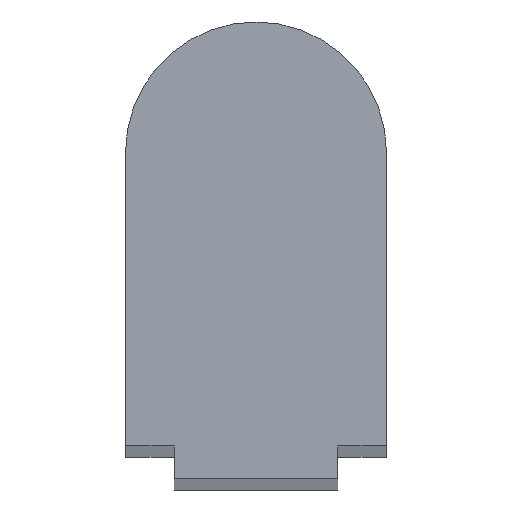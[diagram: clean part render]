
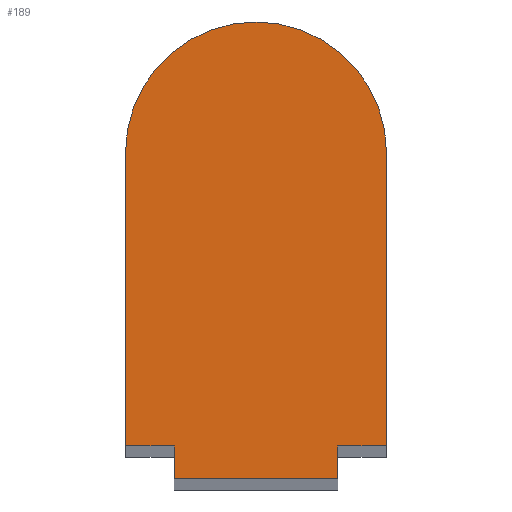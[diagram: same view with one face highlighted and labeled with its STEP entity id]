
A CAD part, top view. The second image highlights one B-rep face of the part: STEP entity #189.
In plain terms, the highlighted planar face has unit normal (0, 0, 1).
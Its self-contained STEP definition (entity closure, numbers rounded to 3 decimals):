
#26=FACE_OUTER_BOUND('',#36,.T.);
#36=EDGE_LOOP('',(#163,#164,#165,#166,#167,#168,#169,#170));
#38=CIRCLE('',#218,2.);
#46=LINE('',#291,#68);
#49=LINE('',#296,#71);
#51=LINE('',#300,#73);
#53=LINE('',#304,#75);
#55=LINE('',#308,#77);
#58=LINE('',#316,#80);
#60=LINE('',#319,#82);
#68=VECTOR('',#237,10.);
#71=VECTOR('',#242,10.);
#73=VECTOR('',#246,10.);
#75=VECTOR('',#250,10.);
#77=VECTOR('',#254,10.);
#80=VECTOR('',#263,10.);
#82=VECTOR('',#267,10.);
#91=VERTEX_POINT('',#289);
#92=VERTEX_POINT('',#290);
#93=VERTEX_POINT('',#295);
#94=VERTEX_POINT('',#299);
#95=VERTEX_POINT('',#303);
#96=VERTEX_POINT('',#307);
#97=VERTEX_POINT('',#311);
#98=VERTEX_POINT('',#315);
#107=EDGE_CURVE('',#91,#92,#46,.T.);
#110=EDGE_CURVE('',#92,#93,#49,.T.);
#112=EDGE_CURVE('',#93,#94,#51,.T.);
#114=EDGE_CURVE('',#94,#95,#53,.T.);
#116=EDGE_CURVE('',#95,#96,#55,.T.);
#118=EDGE_CURVE('',#96,#97,#38,.T.);
#120=EDGE_CURVE('',#97,#98,#58,.T.);
#122=EDGE_CURVE('',#98,#91,#60,.T.);
#163=ORIENTED_EDGE('',*,*,#107,.F.);
#164=ORIENTED_EDGE('',*,*,#122,.F.);
#165=ORIENTED_EDGE('',*,*,#120,.F.);
#166=ORIENTED_EDGE('',*,*,#118,.F.);
#167=ORIENTED_EDGE('',*,*,#116,.F.);
#168=ORIENTED_EDGE('',*,*,#114,.F.);
#169=ORIENTED_EDGE('',*,*,#112,.F.);
#170=ORIENTED_EDGE('',*,*,#110,.F.);
#179=PLANE('',#221);
#189=ADVANCED_FACE('',(#26),#179,.T.);
#218=AXIS2_PLACEMENT_3D('',#312,#258,#259);
#221=AXIS2_PLACEMENT_3D('',#320,#268,#269);
#237=DIRECTION('',(0.,-1.,0.));
#242=DIRECTION('',(-1.,0.,0.));
#246=DIRECTION('',(0.,1.,0.));
#250=DIRECTION('',(-1.,0.,0.));
#254=DIRECTION('',(0.,1.,0.));
#258=DIRECTION('center_axis',(0.,0.,-1.));
#259=DIRECTION('ref_axis',(-1.,0.,0.));
#263=DIRECTION('',(0.,-1.,0.));
#267=DIRECTION('',(-1.,0.,0.));
#268=DIRECTION('center_axis',(0.,0.,1.));
#269=DIRECTION('ref_axis',(1.,0.,0.));
#289=CARTESIAN_POINT('',(1.25,0.5,50.));
#290=CARTESIAN_POINT('',(1.25,0.,50.));
#291=CARTESIAN_POINT('',(1.25,0.5,50.));
#295=CARTESIAN_POINT('',(-1.25,0.,50.));
#296=CARTESIAN_POINT('',(1.25,0.,50.));
#299=CARTESIAN_POINT('',(-1.25,0.5,50.));
#300=CARTESIAN_POINT('',(-1.25,0.,50.));
#303=CARTESIAN_POINT('',(-2.,0.5,50.));
#304=CARTESIAN_POINT('',(-1.25,0.5,50.));
#307=CARTESIAN_POINT('',(-2.,5.,50.));
#308=CARTESIAN_POINT('',(-2.,0.5,50.));
#311=CARTESIAN_POINT('',(2.,5.,50.));
#312=CARTESIAN_POINT('Origin',(0.,5.,50.));
#315=CARTESIAN_POINT('',(2.,0.5,50.));
#316=CARTESIAN_POINT('',(2.,5.,50.));
#319=CARTESIAN_POINT('',(2.,0.5,50.));
#320=CARTESIAN_POINT('Origin',(0.,3.204,50.));
